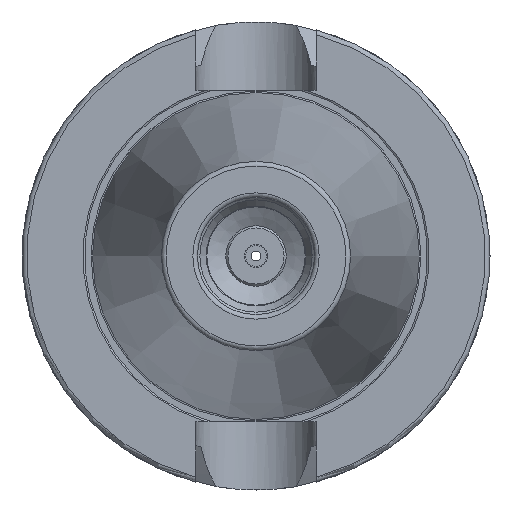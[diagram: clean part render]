
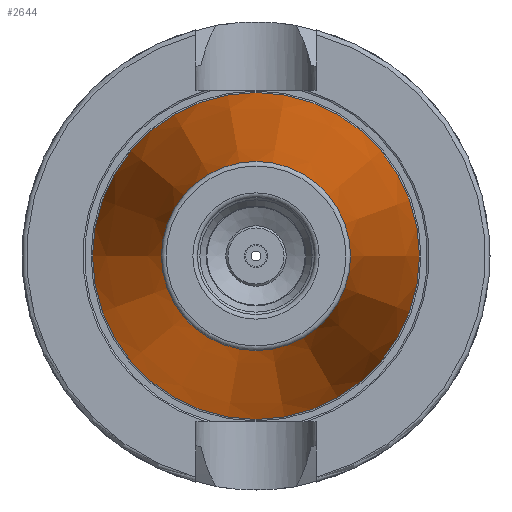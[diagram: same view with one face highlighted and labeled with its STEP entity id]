
A CAD part, left-side view. The second image highlights one B-rep face of the part: STEP entity #2644.
In plain terms, the highlighted conical face has half-angle 8.297 degrees and reference radius 27.564 mm.
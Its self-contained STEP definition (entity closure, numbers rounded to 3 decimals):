
#2610=CARTESIAN_POINT('',(-100.944,20.204,0.0));
#2611=VERTEX_POINT('',#2610);
#2612=CARTESIAN_POINT('',(-100.944,0.0,0.0));
#2613=DIRECTION('',(1.0,0.0,0.0));
#2614=DIRECTION('',(0.0,1.0,0.0));
#2615=AXIS2_PLACEMENT_3D('',#2612,#2613,#2614);
#2616=CIRCLE('',#2615,20.204);
#2617=EDGE_CURVE('',#2611,#2611,#2616,.T.);
#2625=CARTESIAN_POINT('',(-50.472,0.0,0.0));
#2626=DIRECTION('',(1.0,0.0,0.0));
#2627=DIRECTION('',(0.0,1.0,0.0));
#2628=AXIS2_PLACEMENT_3D('',#2625,#2626,#2627);
#2629=CONICAL_SURFACE('',#2628,27.564,8.297);
#2630=CARTESIAN_POINT('',(0.0,34.925,0.0));
#2631=VERTEX_POINT('',#2630);
#2632=CARTESIAN_POINT('',(0.0,0.0,0.0));
#2633=DIRECTION('',(1.0,0.0,0.0));
#2634=DIRECTION('',(0.0,1.0,0.0));
#2635=AXIS2_PLACEMENT_3D('',#2632,#2633,#2634);
#2636=CIRCLE('',#2635,34.925);
#2637=EDGE_CURVE('',#2631,#2631,#2636,.T.);
#2638=ORIENTED_EDGE('',*,*,#2637,.F.);
#2639=EDGE_LOOP('',(#2638));
#2640=FACE_OUTER_BOUND('',#2639,.T.);
#2641=ORIENTED_EDGE('',*,*,#2617,.T.);
#2642=EDGE_LOOP('',(#2641));
#2643=FACE_BOUND('',#2642,.T.);
#2644=ADVANCED_FACE('',(#2640,#2643),#2629,.T.);
